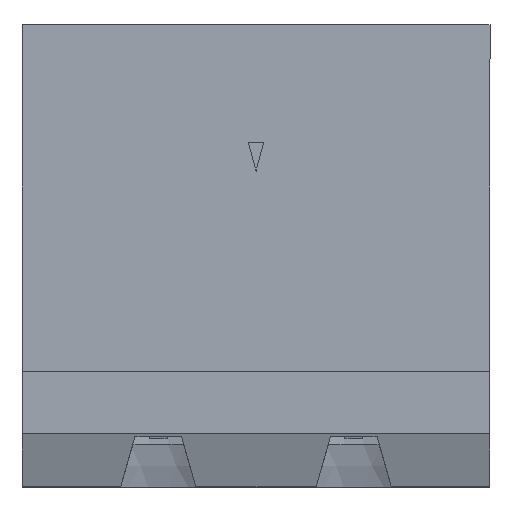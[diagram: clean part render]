
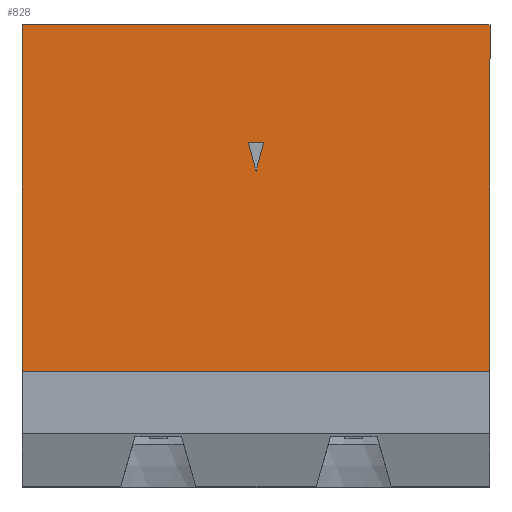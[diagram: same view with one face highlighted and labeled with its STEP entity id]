
A CAD part, top view. The second image highlights one B-rep face of the part: STEP entity #828.
In plain terms, the highlighted planar face has unit normal (0, 0, 1).
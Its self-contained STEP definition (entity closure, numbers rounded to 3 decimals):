
#151=CARTESIAN_POINT('',(-6.08,-7.,7.67));
#152=VERTEX_POINT('',#151);
#159=CARTESIAN_POINT('',(-6.08,2.,7.67));
#160=VERTEX_POINT('',#159);
#161=CARTESIAN_POINT('',(-6.08,2.,7.67));
#162=DIRECTION('',(0.0,-1.0,0.0));
#163=VECTOR('',#162,9.0);
#164=LINE('',#161,#163);
#165=EDGE_CURVE('',#160,#152,#164,.T.);
#485=CARTESIAN_POINT('',(6.08,2.,7.67));
#486=VERTEX_POINT('',#485);
#487=CARTESIAN_POINT('',(6.08,2.,7.67));
#488=DIRECTION('',(-1.0,0.0,0.0));
#489=VECTOR('',#488,12.16);
#490=LINE('',#487,#489);
#491=EDGE_CURVE('',#486,#160,#490,.T.);
#779=CARTESIAN_POINT('',(-3.275,0.77,7.67));
#780=DIRECTION('',(0.0,0.0,1.0));
#781=DIRECTION('',(-1.0,0.0,0.0));
#782=AXIS2_PLACEMENT_3D('',#779,#780,#781);
#783=PLANE('',#782);
#784=CARTESIAN_POINT('',(6.08,-7.,7.67));
#785=VERTEX_POINT('',#784);
#786=CARTESIAN_POINT('',(-6.08,-7.,7.67));
#787=DIRECTION('',(1.0,0.0,0.0));
#788=VECTOR('',#787,12.16);
#789=LINE('',#786,#788);
#790=EDGE_CURVE('',#152,#785,#789,.T.);
#791=ORIENTED_EDGE('',*,*,#790,.T.);
#792=CARTESIAN_POINT('',(6.08,2.,7.67));
#793=DIRECTION('',(0.0,-1.0,0.0));
#794=VECTOR('',#793,9.0);
#795=LINE('',#792,#794);
#796=EDGE_CURVE('',#486,#785,#795,.T.);
#797=ORIENTED_EDGE('',*,*,#796,.F.);
#798=ORIENTED_EDGE('',*,*,#491,.T.);
#799=ORIENTED_EDGE('',*,*,#165,.T.);
#800=EDGE_LOOP('',(#791,#797,#798,#799));
#801=FACE_OUTER_BOUND('',#800,.T.);
#802=CARTESIAN_POINT('',(-0.201,-1.05,7.67));
#803=VERTEX_POINT('',#802);
#804=CARTESIAN_POINT('',(0.,-1.8,7.67));
#805=VERTEX_POINT('',#804);
#806=CARTESIAN_POINT('',(-0.201,-1.05,7.67));
#807=DIRECTION('',(0.259,-0.966,0.0));
#808=VECTOR('',#807,0.776);
#809=LINE('',#806,#808);
#810=EDGE_CURVE('',#803,#805,#809,.T.);
#811=ORIENTED_EDGE('',*,*,#810,.F.);
#812=CARTESIAN_POINT('',(0.201,-1.05,7.67));
#813=VERTEX_POINT('',#812);
#814=CARTESIAN_POINT('',(-0.201,-1.05,7.67));
#815=DIRECTION('',(1.0,0.0,0.0));
#816=VECTOR('',#815,0.402);
#817=LINE('',#814,#816);
#818=EDGE_CURVE('',#803,#813,#817,.T.);
#819=ORIENTED_EDGE('',*,*,#818,.T.);
#820=CARTESIAN_POINT('',(0.201,-1.05,7.67));
#821=DIRECTION('',(-0.259,-0.966,0.0));
#822=VECTOR('',#821,0.776);
#823=LINE('',#820,#822);
#824=EDGE_CURVE('',#813,#805,#823,.T.);
#825=ORIENTED_EDGE('',*,*,#824,.T.);
#826=EDGE_LOOP('',(#811,#819,#825));
#827=FACE_BOUND('',#826,.T.);
#828=ADVANCED_FACE('',(#801,#827),#783,.T.);
